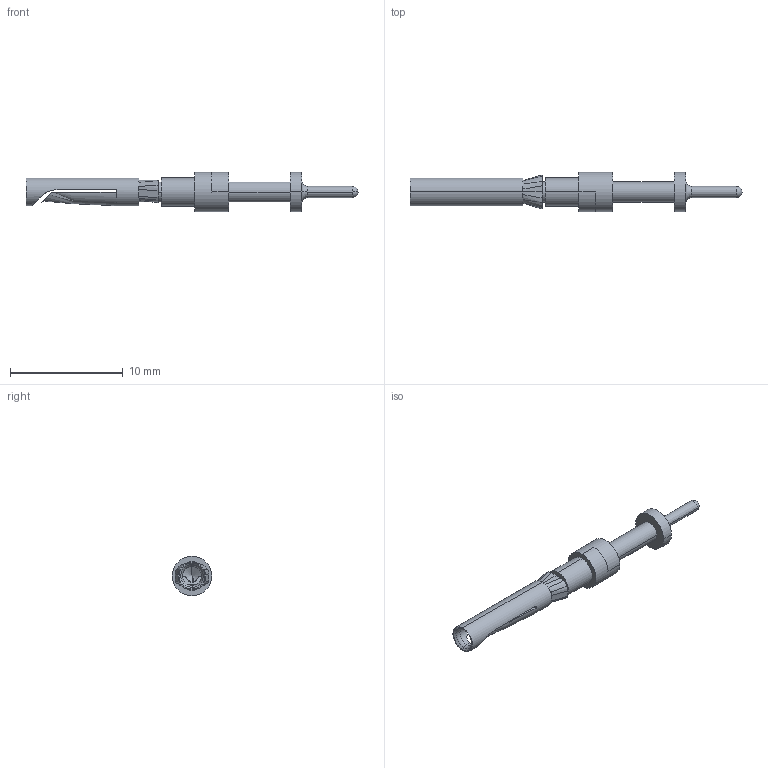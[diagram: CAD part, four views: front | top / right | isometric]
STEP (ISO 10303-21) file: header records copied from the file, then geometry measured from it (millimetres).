
FILE_DESCRIPTION(/* description */ (''),/* implementation_level */ '2;1');
FILE_NAME(/* name */ '3D_1010171240001_CDSF-P1.0_V1.0_stp.stp',/* time_stamp */ '2023-12-12T13:07:19+08:00',/* author */ (''),/* organization */ (''),/* preprocessor_version */ 'ST-DEVELOPER v18.1',/* originating_system */ 'SIEMENS PLM Software NX 1980',/* authorisation */ '');
FILE_SCHEMA (('AUTOMOTIVE_DESIGN { 1 0 10303 214 3 1 1 1 }'));
Length unit declared in the file: millimetre
Products named in the file (1): 3D_1010171240001_CDSF-P1.0_V1.0_stp
Bounding box: 29.5 x 3.5 x 3.5 mm (x, y, z)
Volume: 99.6 mm3; surface area: 311.9 mm2
Topology: 1 solids, 2 shells, 101 faces, 261 edges, 163 vertices
Faces by surface type: cylinder 52, plane 22, cone 16, torus 6, bspline 3, sphere 2
Entity records: 3338 total; most frequent: CARTESIAN_POINT 1115, ORIENTED_EDGE 510, DIRECTION 378, EDGE_CURVE 255, AXIS2_PLACEMENT_3D 164, VERTEX_POINT 163, B_SPLINE_CURVE_WITH_KNOTS 140, EDGE_LOOP 108
